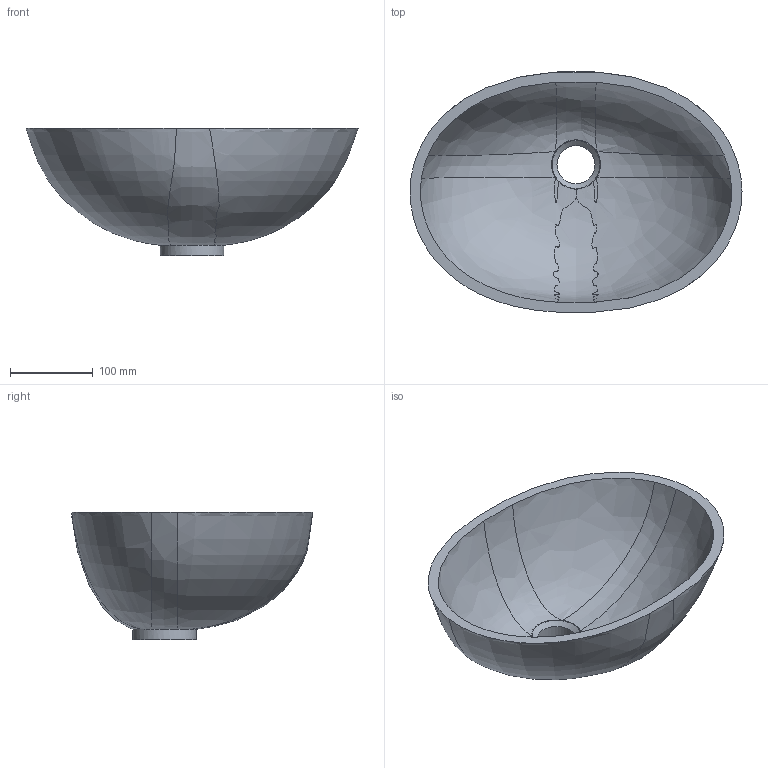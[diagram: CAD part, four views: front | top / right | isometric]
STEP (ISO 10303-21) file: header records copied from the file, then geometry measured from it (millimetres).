
FILE_DESCRIPTION(/* description */ (''),/* implementation_level */ '2;1');
FILE_NAME(/* name */ '820',/* time_stamp */ '2018-11-23T11:31:08+08:00',/* author */ (''),/* organization */ (''),/* preprocessor_version */ 'ST-DEVELOPER v9',/* originating_system */ 'UGS - NX 4.0',/* authorisation */ '');
FILE_SCHEMA (('CONFIG_CONTROL_DESIGN'));
Length unit declared in the file: millimetre
Products named in the file (1): Admi3E0722bw
Bounding box: 401.14 x 290.89 x 154 mm (x, y, z)
Volume: 1819311.1 mm3; surface area: 323234.4 mm2
Topology: 1 solids, 1 shells, 25 faces, 65 edges, 43 vertices
Faces by surface type: bspline 18, plane 4, cylinder 2, cone 1
Full cylindrical faces by diameter (mm): 46 x1, 77 x1
Entity records: 18079 total; most frequent: CARTESIAN_POINT 17555, ORIENTED_EDGE 122, EDGE_CURVE 61, B_SPLINE_CURVE_WITH_KNOTS 57, VERTEX_POINT 42, EDGE_LOOP 31, ADVANCED_FACE 25, DIRECTION 24
